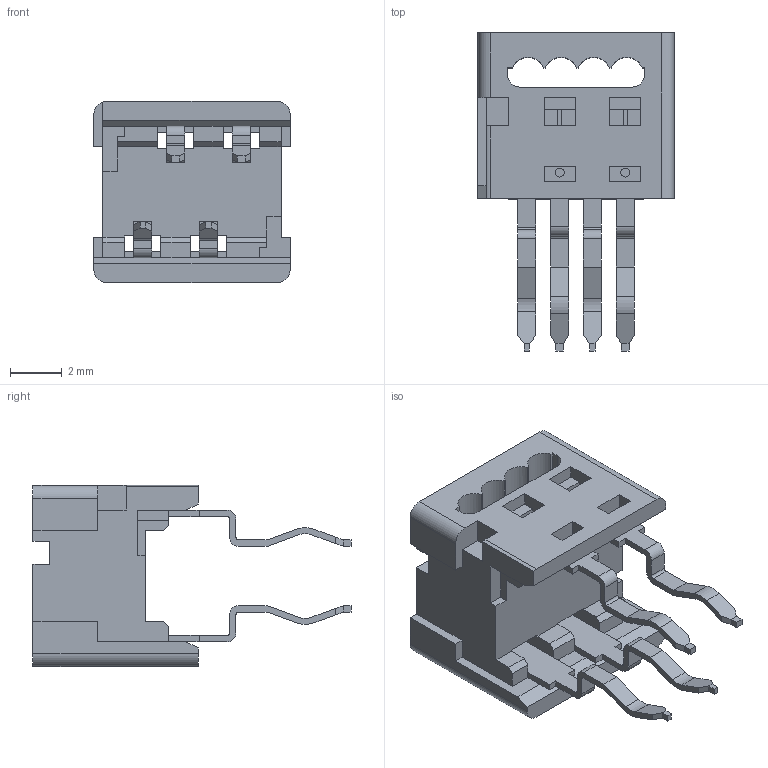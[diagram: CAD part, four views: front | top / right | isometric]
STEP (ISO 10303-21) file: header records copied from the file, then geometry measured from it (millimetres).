
FILE_DESCRIPTION((''),'2;1');
FILE_NAME('915771304','2008-03-17T',('PNB'),(''),'PRO/ENGINEER BY PARAMETRIC TECHNOLOGY CORPORATION, 2003451','PRO/ENGINEER BY PARAMETRIC TECHNOLOGY CORPORATION, 2003451','');
FILE_SCHEMA(('CONFIG_CONTROL_DESIGN'));
Length unit declared in the file: millimetre
Products named in the file (1): 915771304
Bounding box: 7.59 x 12.3 x 7 mm (x, y, z)
Volume: 194.5 mm3; surface area: 524.7 mm2
Topology: 1 solids, 1 shells, 326 faces, 945 edges, 626 vertices
Faces by surface type: plane 270, cylinder 56
Entity records: 10654 total; most frequent: CARTESIAN_POINT 1882, ORIENTED_EDGE 1866, DIRECTION 1729, EDGE_CURVE 933, VECTOR 815, LINE 815, VERTEX_POINT 610, AXIS2_PLACEMENT_3D 457
